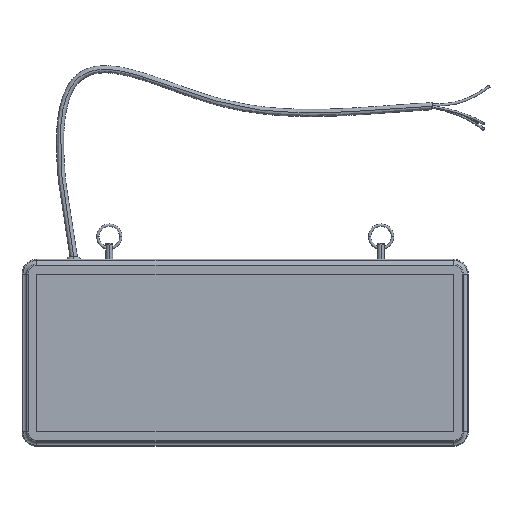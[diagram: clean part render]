
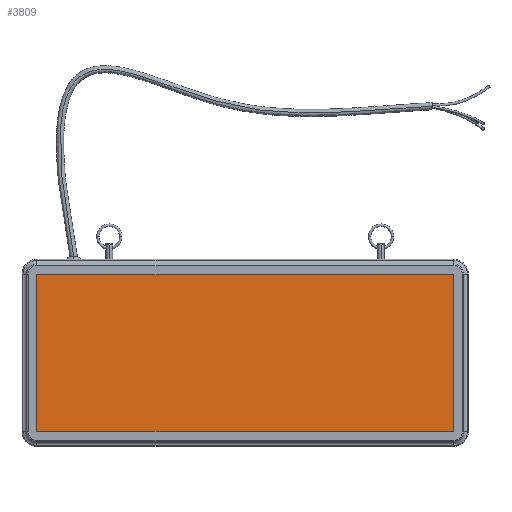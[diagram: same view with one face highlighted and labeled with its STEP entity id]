
A CAD part, top view. The second image highlights one B-rep face of the part: STEP entity #3809.
In plain terms, the highlighted planar face has unit normal (0, 0, 1).
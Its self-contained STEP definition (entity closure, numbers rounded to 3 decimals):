
#81 = VECTOR ( 'NONE', #2542, 1000. ) ;
#101 = DIRECTION ( 'NONE',  ( 1., 0., 0. ) ) ;
#163 = LINE ( 'NONE', #3999, #2873 ) ;
#176 = LINE ( 'NONE', #3602, #3667 ) ;
#204 = CARTESIAN_POINT ( 'NONE',  ( 351., 12., 10.5 ) ) ;
#425 = CARTESIAN_POINT ( 'NONE',  ( 0., 0., 10.5 ) ) ;
#434 = VECTOR ( 'NONE', #1259, 1000. ) ;
#440 = CARTESIAN_POINT ( 'NONE',  ( 351., 140., 10.5 ) ) ;
#461 = VERTEX_POINT ( 'NONE', #3459 ) ;
#627 = DIRECTION ( 'NONE',  ( 1., 0., 0. ) ) ;
#723 = EDGE_CURVE ( 'NONE', #773, #1338, #3244, .T. ) ;
#773 = VERTEX_POINT ( 'NONE', #2986 ) ;
#1250 = ORIENTED_EDGE ( 'NONE', *, *, #723, .T. ) ;
#1259 = DIRECTION ( 'NONE',  ( 1., 0., 0. ) ) ;
#1338 = VERTEX_POINT ( 'NONE', #204 ) ;
#1360 = AXIS2_PLACEMENT_3D ( 'NONE', #425, #2111, #101 ) ;
#1469 = EDGE_CURVE ( 'NONE', #461, #773, #176, .T. ) ;
#1579 = DIRECTION ( 'NONE',  ( 0., -1., 0. ) ) ;
#1876 = LINE ( 'NONE', #2891, #81 ) ;
#2111 = DIRECTION ( 'NONE',  ( 0., 0., 1. ) ) ;
#2267 = CARTESIAN_POINT ( 'NONE',  ( 12., 12., 10.5 ) ) ;
#2431 = FACE_OUTER_BOUND ( 'NONE', #3892, .T. ) ;
#2542 = DIRECTION ( 'NONE',  ( 0., -1., 0. ) ) ;
#2873 = VECTOR ( 'NONE', #627, 1000. ) ;
#2891 = CARTESIAN_POINT ( 'NONE',  ( 351., 140., 10.5 ) ) ;
#2986 = CARTESIAN_POINT ( 'NONE',  ( 12., 12., 10.5 ) ) ;
#3097 = ORIENTED_EDGE ( 'NONE', *, *, #1469, .T. ) ;
#3244 = LINE ( 'NONE', #2267, #434 ) ;
#3459 = CARTESIAN_POINT ( 'NONE',  ( 12., 140., 10.5 ) ) ;
#3594 = EDGE_CURVE ( 'NONE', #461, #4256, #163, .T. ) ;
#3602 = CARTESIAN_POINT ( 'NONE',  ( 12., 140., 10.5 ) ) ;
#3667 = VECTOR ( 'NONE', #1579, 1000. ) ;
#3691 = ORIENTED_EDGE ( 'NONE', *, *, #3594, .F. ) ;
#3809 = ADVANCED_FACE ( 'NONE', ( #2431 ), #4139, .T. ) ;
#3892 = EDGE_LOOP ( 'NONE', ( #3097, #1250, #3990, #3691 ) ) ;
#3990 = ORIENTED_EDGE ( 'NONE', *, *, #4351, .F. ) ;
#3999 = CARTESIAN_POINT ( 'NONE',  ( 12., 140., 10.5 ) ) ;
#4139 = PLANE ( 'NONE',  #1360 ) ;
#4256 = VERTEX_POINT ( 'NONE', #440 ) ;
#4351 = EDGE_CURVE ( 'NONE', #4256, #1338, #1876, .T. ) ;
